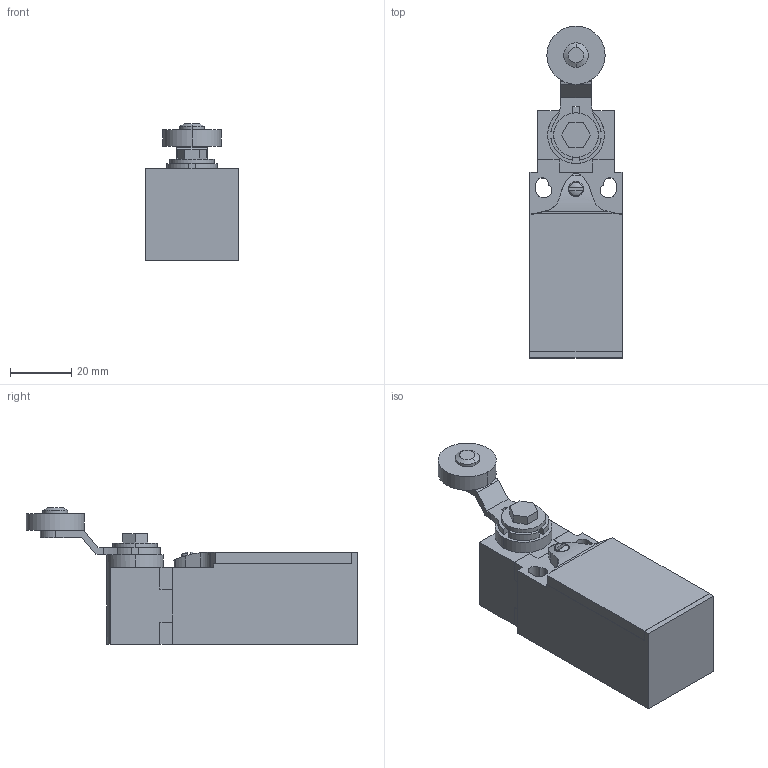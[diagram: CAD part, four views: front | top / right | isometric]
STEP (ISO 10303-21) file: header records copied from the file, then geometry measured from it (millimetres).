
FILE_DESCRIPTION(('STEP AP242'),'1');
FILE_NAME('switch_xckn2118g11_ext.stp','2019-12-24T10:22:11',('TraceParts'),('TraceParts S.A.'),'Spatial InterOp 3D',' ',' ');
FILE_SCHEMA(('AP242_MANAGED_MODEL_BASED_3D_ENGINEERING_MIM_LF {1 0 10303 442 1 1 4}'));
Length unit declared in the file: millimetre
Products named in the file (1): switch_xckn2118g11_ext_1
Bounding box: 30 x 108.12 x 44.5 mm (x, y, z)
Volume: 68477.6 mm3; surface area: 16763.1 mm2
Topology: 2 solids, 2 shells, 149 faces, 410 edges, 272 vertices
Faces by surface type: plane 95, cylinder 46, cone 4, torus 4
Entity records: 4979 total; most frequent: CARTESIAN_POINT 1104, ORIENTED_EDGE 820, DIRECTION 782, EDGE_CURVE 410, LINE 290, VECTOR 290, VERTEX_POINT 272, AXIS2_PLACEMENT_3D 246
